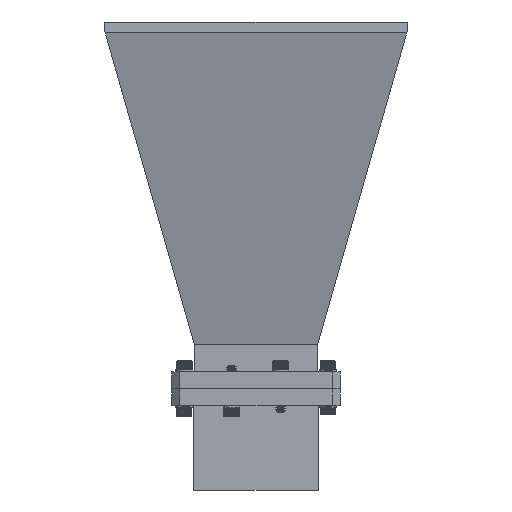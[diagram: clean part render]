
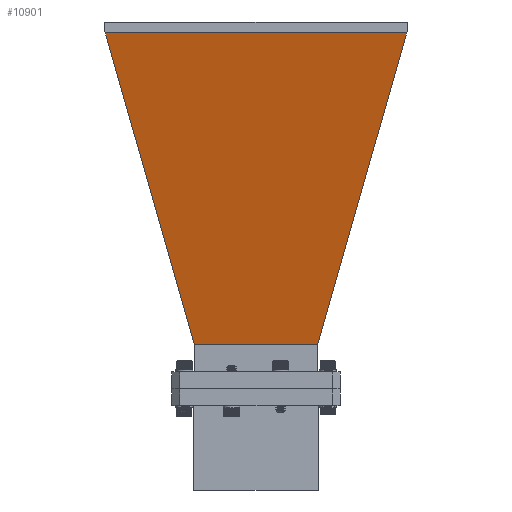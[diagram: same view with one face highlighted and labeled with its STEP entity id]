
A CAD part, front view. The second image highlights one B-rep face of the part: STEP entity #10901.
In plain terms, the highlighted face is planar.
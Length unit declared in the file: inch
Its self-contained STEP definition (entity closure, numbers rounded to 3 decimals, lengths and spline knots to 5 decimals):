
#268 = VECTOR ( 'NONE', #11727, 39.37008 ) ;
#694 = LINE ( 'NONE', #14027, #268 ) ;
#1064 = LINE ( 'NONE', #11283, #6321 ) ;
#1086 = VERTEX_POINT ( 'NONE', #5784 ) ;
#1168 = LINE ( 'NONE', #5752, #2926 ) ;
#1820 = CARTESIAN_POINT ( 'NONE',  ( 1.63239, -2.23083, 6.57559 ) ) ;
#2635 = VERTEX_POINT ( 'NONE', #13898 ) ;
#2926 = VECTOR ( 'NONE', #9245, 39.37008 ) ;
#3457 = DIRECTION ( 'NONE',  ( 0.972, 0., -0.235 ) ) ;
#4352 = ORIENTED_EDGE ( 'NONE', *, *, #4512, .F. ) ;
#4442 = AXIS2_PLACEMENT_3D ( 'NONE', #5539, #3457, #13712 ) ;
#4512 = EDGE_CURVE ( 'NONE', #2635, #11628, #4878, .T. ) ;
#4878 = LINE ( 'NONE', #9442, #7324 ) ;
#5539 = CARTESIAN_POINT ( 'NONE',  ( 1.08868, 0., 4.32576 ) ) ;
#5605 = FACE_OUTER_BOUND ( 'NONE', #5725, .T. ) ;
#5725 = EDGE_LOOP ( 'NONE', ( #6267, #6580, #11101, #4352 ) ) ;
#5752 = CARTESIAN_POINT ( 'NONE',  ( 1.63239, 2.23083, 6.57559 ) ) ;
#5784 = CARTESIAN_POINT ( 'NONE',  ( 0.51561, 0.9138, 1.95443 ) ) ;
#5793 = DIRECTION ( 'NONE',  ( 0.226, -0.267, 0.937 ) ) ;
#6267 = ORIENTED_EDGE ( 'NONE', *, *, #7906, .T. ) ;
#6321 = VECTOR ( 'NONE', #8923, 39.37008 ) ;
#6580 = ORIENTED_EDGE ( 'NONE', *, *, #12698, .F. ) ;
#7324 = VECTOR ( 'NONE', #5793, 39.37008 ) ;
#7764 = PLANE ( 'NONE',  #4442 ) ;
#7906 = EDGE_CURVE ( 'NONE', #2635, #1086, #694, .T. ) ;
#8923 = DIRECTION ( 'NONE',  ( 0., -1., 0. ) ) ;
#9245 = DIRECTION ( 'NONE',  ( -0.226, -0.267, -0.937 ) ) ;
#9442 = CARTESIAN_POINT ( 'NONE',  ( 0.51561, -0.9138, 1.95443 ) ) ;
#9911 = EDGE_CURVE ( 'NONE', #13926, #11628, #1064, .T. ) ;
#10901 = ADVANCED_FACE ( 'NONE', ( #5605 ), #7764, .T. ) ;
#11101 = ORIENTED_EDGE ( 'NONE', *, *, #9911, .T. ) ;
#11283 = CARTESIAN_POINT ( 'NONE',  ( 1.63239, 0., 6.57559 ) ) ;
#11628 = VERTEX_POINT ( 'NONE', #1820 ) ;
#11727 = DIRECTION ( 'NONE',  ( 0., 1., 0. ) ) ;
#12698 = EDGE_CURVE ( 'NONE', #13926, #1086, #1168, .T. ) ;
#13712 = DIRECTION ( 'NONE',  ( -0.235, 0., -0.972 ) ) ;
#13898 = CARTESIAN_POINT ( 'NONE',  ( 0.51561, -0.9138, 1.95443 ) ) ;
#13926 = VERTEX_POINT ( 'NONE', #14291 ) ;
#14027 = CARTESIAN_POINT ( 'NONE',  ( 0.51561, 0., 1.95443 ) ) ;
#14291 = CARTESIAN_POINT ( 'NONE',  ( 1.63239, 2.23083, 6.57559 ) ) ;
